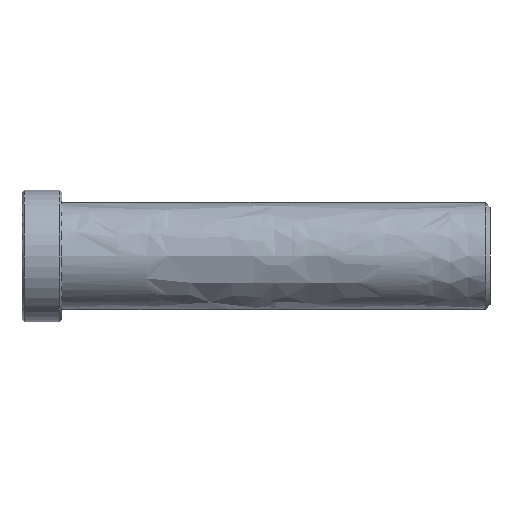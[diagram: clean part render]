
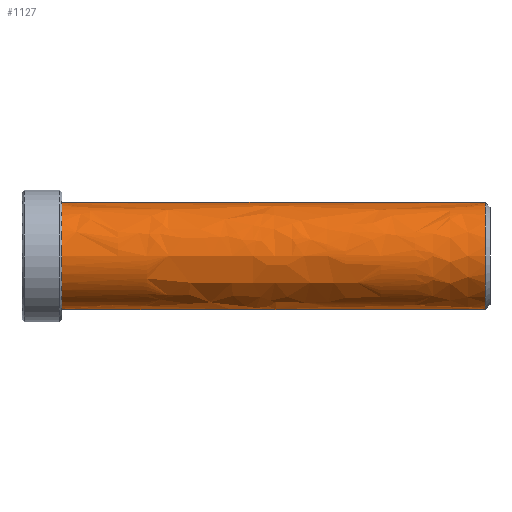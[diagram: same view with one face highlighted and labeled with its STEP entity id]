
A CAD part, left-side view. The second image highlights one B-rep face of the part: STEP entity #1127.
In plain terms, the highlighted free-form (B-spline) face has degree [6, 1] with [7, 2] control points.
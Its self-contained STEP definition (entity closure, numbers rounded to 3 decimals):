
#176 = VERTEX_POINT('',#177);
#177 = CARTESIAN_POINT('',(0.,21.993,-5.5));
#184 = EDGE_CURVE('',#176,#185,#187,.T.);
#185 = VERTEX_POINT('',#186);
#186 = CARTESIAN_POINT('',(0.,26.607,-5.5));
#187 = LINE('',#188,#189);
#188 = CARTESIAN_POINT('',(0.,21.993,-5.5));
#189 = VECTOR('',#190,1.);
#190 = DIRECTION('',(0.,1.,0.));
#316 = EDGE_CURVE('',#317,#185,#319,.T.);
#317 = VERTEX_POINT('',#318);
#318 = CARTESIAN_POINT('',(0.,44.,-5.5));
#319 = LINE('',#320,#321);
#320 = CARTESIAN_POINT('',(0.,44.,-5.5));
#321 = VECTOR('',#322,1.);
#322 = DIRECTION('',(0.,-1.,0.));
#354 = VERTEX_POINT('',#355);
#355 = CARTESIAN_POINT('',(0.,44.,5.5));
#362 = EDGE_CURVE('',#354,#363,#365,.T.);
#363 = VERTEX_POINT('',#364);
#364 = CARTESIAN_POINT('',(0.,0.5,5.5));
#365 = LINE('',#366,#367);
#366 = CARTESIAN_POINT('',(0.,44.,5.5));
#367 = VECTOR('',#368,1.);
#368 = DIRECTION('',(0.,-1.,0.));
#371 = VERTEX_POINT('',#372);
#372 = CARTESIAN_POINT('',(0.,0.5,-5.5));
#379 = EDGE_CURVE('',#176,#371,#380,.T.);
#380 = LINE('',#381,#382);
#381 = CARTESIAN_POINT('',(0.,21.993,-5.5));
#382 = VECTOR('',#383,1.);
#383 = DIRECTION('',(0.,-1.,0.));
#1047 = EDGE_CURVE('',#354,#317,#1048,.T.);
#1048 = CIRCLE('',#1049,5.5);
#1049 = AXIS2_PLACEMENT_3D('',#1050,#1051,#1052);
#1050 = CARTESIAN_POINT('',(0.,44.,0.));
#1051 = DIRECTION('',(0.,-1.,0.));
#1052 = DIRECTION('',(0.,0.,1.));
#1127 = ADVANCED_FACE('',(#1128),#1142,.T.);
#1128 = FACE_BOUND('',#1129,.T.);
#1129 = EDGE_LOOP('',(#1130,#1131,#1132,#1139,#1140,#1141));
#1130 = ORIENTED_EDGE('',*,*,#184,.F.);
#1131 = ORIENTED_EDGE('',*,*,#379,.T.);
#1132 = ORIENTED_EDGE('',*,*,#1133,.F.);
#1133 = EDGE_CURVE('',#363,#371,#1134,.T.);
#1134 = CIRCLE('',#1135,5.5);
#1135 = AXIS2_PLACEMENT_3D('',#1136,#1137,#1138);
#1136 = CARTESIAN_POINT('',(0.,0.5,0.));
#1137 = DIRECTION('',(0.,-1.,0.));
#1138 = DIRECTION('',(0.,0.,1.));
#1139 = ORIENTED_EDGE('',*,*,#362,.F.);
#1140 = ORIENTED_EDGE('',*,*,#1047,.T.);
#1141 = ORIENTED_EDGE('',*,*,#316,.T.);
#1142 = B_SPLINE_SURFACE_WITH_KNOTS('',6,1,(
    (#1143,#1144)
    ,(#1145,#1146)
    ,(#1147,#1148)
    ,(#1149,#1150)
    ,(#1151,#1152)
    ,(#1153,#1154)
    ,(#1155,#1156
    )),.UNSPECIFIED.,.F.,.F.,.F.,(7,7),(2,2),(-6.346,
    -3.079),(2.035,47.275),.PIECEWISE_BEZIER_KNOTS.);
#1143 = CARTESIAN_POINT('',(0.345,-0.37,-5.489));
#1144 = CARTESIAN_POINT('',(0.345,44.87,-5.489));
#1145 = CARTESIAN_POINT('',(-2.644,-0.37,-5.677));
#1146 = CARTESIAN_POINT('',(-2.644,44.87,-5.677));
#1147 = CARTESIAN_POINT('',(-5.756,-0.37,-3.912));
#1148 = CARTESIAN_POINT('',(-5.756,44.87,-3.912));
#1149 = CARTESIAN_POINT('',(-7.415,-0.37,0.));
#1150 = CARTESIAN_POINT('',(-7.415,44.87,0.));
#1151 = CARTESIAN_POINT('',(-5.756,-0.37,3.912));
#1152 = CARTESIAN_POINT('',(-5.756,44.87,3.912));
#1153 = CARTESIAN_POINT('',(-2.644,-0.37,5.677));
#1154 = CARTESIAN_POINT('',(-2.644,44.87,5.677));
#1155 = CARTESIAN_POINT('',(0.345,-0.37,5.489));
#1156 = CARTESIAN_POINT('',(0.345,44.87,5.489));
